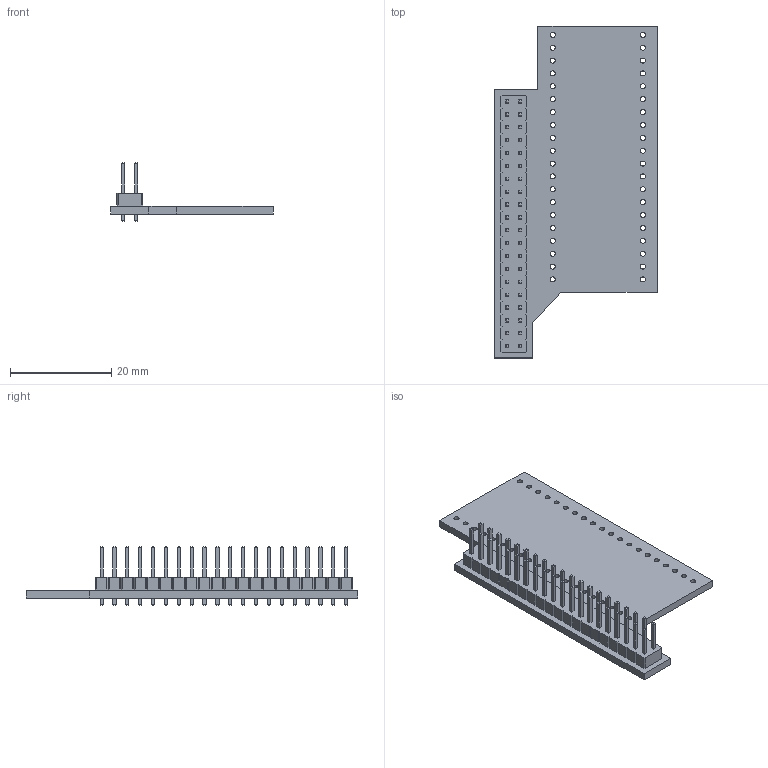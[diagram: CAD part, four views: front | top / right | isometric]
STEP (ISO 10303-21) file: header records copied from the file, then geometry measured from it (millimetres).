
FILE_DESCRIPTION(('KiCad electronic assembly'),'2;1');
FILE_NAME('PicoCalcPiZero.step','2025-08-13T19:23:49',('Pcbnew'),( 'Kicad'),'Open CASCADE STEP processor 7.9','KiCad to STEP converter' ,'Unknown');
FILE_SCHEMA(('AUTOMOTIVE_DESIGN { 1 0 10303 214 1 1 1 1 }'));
Length unit declared in the file: millimetre
Products named in the file (3): PicoCalcPiZero 1; PinHeader_2x20_P2.54mm_Vertical; PicoCalcPiZero_PCB
Assembly tree (2 placements, depth 2):
  PicoCalcPiZero 1
    PinHeader_2x20_P2.54mm_Vertical
    PicoCalcPiZero_PCB
Bounding box: 32 x 65.5 x 11.54 mm (x, y, z)
Volume: 3247.8 mm3; surface area: 5631.4 mm2
Topology: 2 solids, 2 shells, 935 faces, 2233 edges, 1382 vertices
Faces by surface type: plane 855, cylinder 80
Full cylindrical faces by diameter (mm): 1 x80
Entity records: 32491 total; most frequent: CARTESIAN_POINT 4553, ORIENTED_EDGE 4466, DIRECTION 4269, EDGE_CURVE 2233, LINE 2073, VECTOR 2073, VERTEX_POINT 1382, FACE_BOUND 1175
